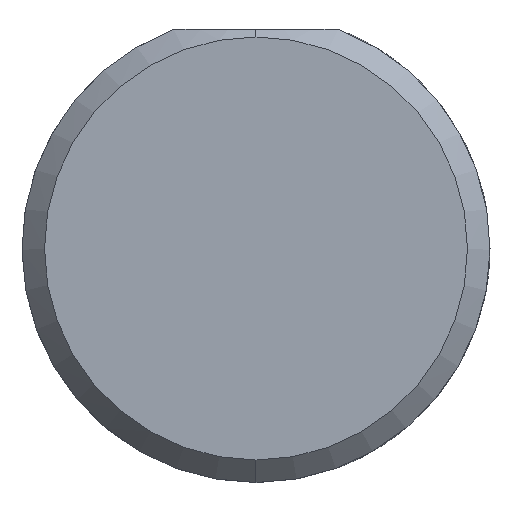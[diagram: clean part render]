
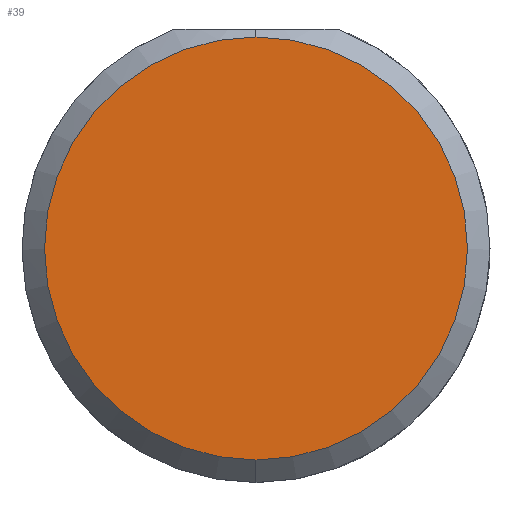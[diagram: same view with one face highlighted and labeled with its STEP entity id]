
A CAD part, left-side view. The second image highlights one B-rep face of the part: STEP entity #39.
In plain terms, the highlighted planar face has unit normal (-1, 0, 0).
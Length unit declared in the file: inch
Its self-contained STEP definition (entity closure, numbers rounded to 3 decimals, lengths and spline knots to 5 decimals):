
#1 = AXIS2_PLACEMENT_3D ( 'NONE', #489, #660, #486 ) ;
#39 = ADVANCED_FACE ( 'NONE', ( #547 ), #99, .F. ) ;
#82 = ORIENTED_EDGE ( 'NONE', *, *, #93, .T. ) ;
#93 = EDGE_CURVE ( 'NONE', #295, #678, #453, .T. ) ;
#99 = PLANE ( 'NONE',  #372 ) ;
#129 = CARTESIAN_POINT ( 'NONE',  ( 0., 0., -0.1411 ) ) ;
#149 = CARTESIAN_POINT ( 'NONE',  ( 0., 0., 0. ) ) ;
#152 = EDGE_CURVE ( 'NONE', #678, #295, #234, .T. ) ;
#162 = CARTESIAN_POINT ( 'NONE',  ( 0., 0., 0.1411 ) ) ;
#234 = CIRCLE ( 'NONE', #509, 0.1411 ) ;
#273 = CARTESIAN_POINT ( 'NONE',  ( 0., 0., 0. ) ) ;
#295 = VERTEX_POINT ( 'NONE', #162 ) ;
#372 = AXIS2_PLACEMENT_3D ( 'NONE', #273, #556, #385 ) ;
#385 = DIRECTION ( 'NONE',  ( 0., 0., -1. ) ) ;
#406 = EDGE_LOOP ( 'NONE', ( #624, #82 ) ) ;
#453 = CIRCLE ( 'NONE', #1, 0.1411 ) ;
#486 = DIRECTION ( 'NONE',  ( 0., 0., -1. ) ) ;
#489 = CARTESIAN_POINT ( 'NONE',  ( 0., 0., 0. ) ) ;
#509 = AXIS2_PLACEMENT_3D ( 'NONE', #149, #566, #520 ) ;
#520 = DIRECTION ( 'NONE',  ( 0., 0., -1. ) ) ;
#547 = FACE_OUTER_BOUND ( 'NONE', #406, .T. ) ;
#556 = DIRECTION ( 'NONE',  ( 1., 0., 0. ) ) ;
#566 = DIRECTION ( 'NONE',  ( -1., 0., 0. ) ) ;
#624 = ORIENTED_EDGE ( 'NONE', *, *, #152, .T. ) ;
#660 = DIRECTION ( 'NONE',  ( -1., 0., 0. ) ) ;
#678 = VERTEX_POINT ( 'NONE', #129 ) ;
